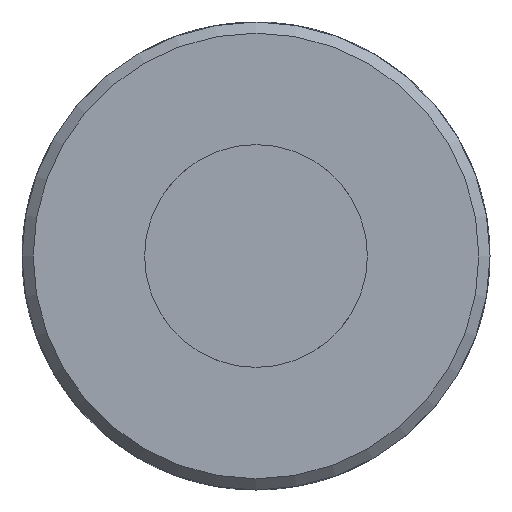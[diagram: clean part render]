
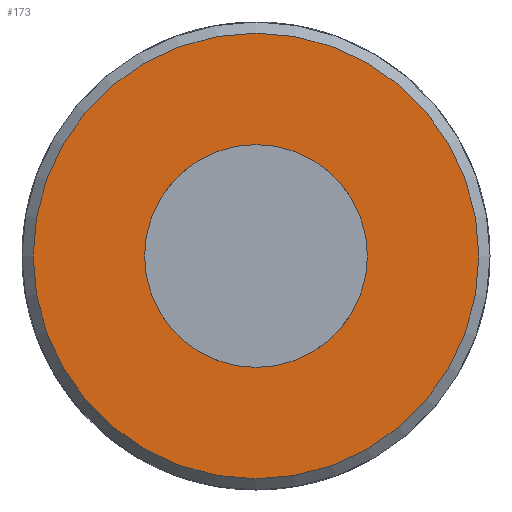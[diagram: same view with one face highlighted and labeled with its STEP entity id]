
A CAD part, left-side view. The second image highlights one B-rep face of the part: STEP entity #173.
In plain terms, the highlighted planar face has unit normal (-1, 0, 0).
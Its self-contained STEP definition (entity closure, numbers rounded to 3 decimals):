
#173 = ADVANCED_FACE( '', ( #377, #378 ), #379, .T. );
#377 = FACE_BOUND( '', #665, .T. );
#378 = FACE_OUTER_BOUND( '', #666, .T. );
#379 = PLANE( '', #667 );
#665 = EDGE_LOOP( '', ( #980 ) );
#666 = EDGE_LOOP( '', ( #981 ) );
#667 = AXIS2_PLACEMENT_3D( '', #982, #983, #984 );
#980 = ORIENTED_EDGE( '', *, *, #1536, .T. );
#981 = ORIENTED_EDGE( '', *, *, #1537, .F. );
#982 = CARTESIAN_POINT( '', ( 0., 20., 0. ) );
#983 = DIRECTION( '', ( -1., 0., 0. ) );
#984 = DIRECTION( '', ( 0., 0., 1. ) );
#1536 = EDGE_CURVE( '', #1782, #1782, #1783, .T. );
#1537 = EDGE_CURVE( '', #1784, #1784, #1785, .T. );
#1782 = VERTEX_POINT( '', #2532 );
#1783 = CIRCLE( '', #2533, 10. );
#1784 = VERTEX_POINT( '', #2534 );
#1785 = CIRCLE( '', #2535, 20. );
#2532 = CARTESIAN_POINT( '', ( 0., 0., -10. ) );
#2533 = AXIS2_PLACEMENT_3D( '', #3331, #3332, #3333 );
#2534 = CARTESIAN_POINT( '', ( 0., 0., -20. ) );
#2535 = AXIS2_PLACEMENT_3D( '', #3334, #3335, #3336 );
#3331 = CARTESIAN_POINT( '', ( 0., 0., 0. ) );
#3332 = DIRECTION( '', ( 1., 0., 0. ) );
#3333 = DIRECTION( '', ( 0., 0., -1. ) );
#3334 = CARTESIAN_POINT( '', ( 0., 0., 0. ) );
#3335 = DIRECTION( '', ( 1., 0., 0. ) );
#3336 = DIRECTION( '', ( 0., 0., -1. ) );
